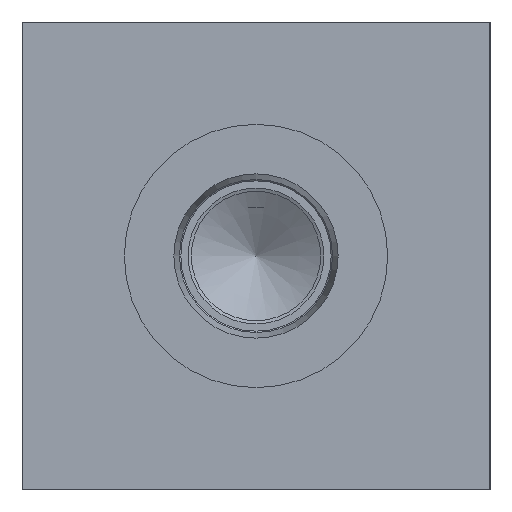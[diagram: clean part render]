
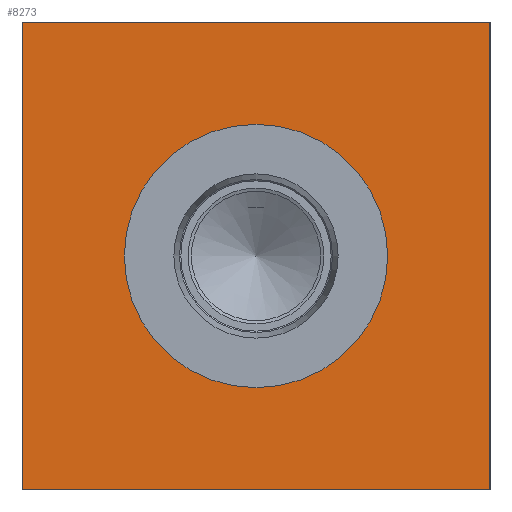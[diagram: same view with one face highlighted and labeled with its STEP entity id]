
A CAD part, left-side view. The second image highlights one B-rep face of the part: STEP entity #8273.
In plain terms, the highlighted planar face has unit normal (-1, 0, 0).
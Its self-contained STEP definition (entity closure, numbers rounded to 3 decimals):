
#311=CIRCLE('',#8809,12.51);
#312=CIRCLE('',#8810,12.51);
#382=FACE_BOUND('',#1544,.T.);
#616=PLANE('',#8823);
#1049=FACE_OUTER_BOUND('',#1543,.T.);
#1543=EDGE_LOOP('',(#7408,#7409,#7410,#7411));
#1544=EDGE_LOOP('',(#7412,#7413));
#1808=LINE('',#12762,#2543);
#2287=LINE('',#14313,#3022);
#2288=LINE('',#14314,#3023);
#2289=LINE('',#14315,#3024);
#2543=VECTOR('',#9201,10.);
#3022=VECTOR('',#10620,10.);
#3023=VECTOR('',#10621,10.);
#3024=VECTOR('',#10622,10.);
#3526=VERTEX_POINT('',#12755);
#3529=VERTEX_POINT('',#12760);
#3992=VERTEX_POINT('',#14282);
#3993=VERTEX_POINT('',#14283);
#4002=VERTEX_POINT('',#14311);
#4003=VERTEX_POINT('',#14312);
#4444=EDGE_CURVE('',#3529,#3526,#1808,.T.);
#5131=EDGE_CURVE('',#3992,#3993,#311,.T.);
#5132=EDGE_CURVE('',#3993,#3992,#312,.T.);
#5145=EDGE_CURVE('',#4002,#4003,#2287,.T.);
#5146=EDGE_CURVE('',#4003,#3526,#2288,.T.);
#5147=EDGE_CURVE('',#4002,#3529,#2289,.T.);
#7408=ORIENTED_EDGE('',*,*,#5145,.T.);
#7409=ORIENTED_EDGE('',*,*,#5146,.T.);
#7410=ORIENTED_EDGE('',*,*,#4444,.F.);
#7411=ORIENTED_EDGE('',*,*,#5147,.F.);
#7412=ORIENTED_EDGE('',*,*,#5131,.T.);
#7413=ORIENTED_EDGE('',*,*,#5132,.T.);
#8273=ADVANCED_FACE('',(#1049,#382),#616,.T.);
#8809=AXIS2_PLACEMENT_3D('',#14284,#10586,#10587);
#8810=AXIS2_PLACEMENT_3D('',#14285,#10588,#10589);
#8823=AXIS2_PLACEMENT_3D('',#14310,#10618,#10619);
#9201=DIRECTION('',(0.,-1.,0.));
#10586=DIRECTION('center_axis',(1.,0.,0.));
#10587=DIRECTION('ref_axis',(0.,0.,1.));
#10588=DIRECTION('center_axis',(1.,0.,0.));
#10589=DIRECTION('ref_axis',(0.,0.,1.));
#10618=DIRECTION('center_axis',(-1.,0.,0.));
#10619=DIRECTION('ref_axis',(0.,-1.,0.));
#10620=DIRECTION('',(0.,-1.,0.));
#10621=DIRECTION('',(0.,0.,1.));
#10622=DIRECTION('',(0.,0.,1.));
#12755=CARTESIAN_POINT('',(0.,0.,44.45));
#12760=CARTESIAN_POINT('',(0.,44.45,44.45));
#12762=CARTESIAN_POINT('',(0.,44.45,44.45));
#14282=CARTESIAN_POINT('',(0.,22.225,34.735));
#14283=CARTESIAN_POINT('',(0.,22.225,9.716));
#14284=CARTESIAN_POINT('Origin',(0.,22.225,22.225));
#14285=CARTESIAN_POINT('Origin',(0.,22.225,22.225));
#14310=CARTESIAN_POINT('Origin',(0.,44.45,0.));
#14311=CARTESIAN_POINT('',(0.,44.45,0.));
#14312=CARTESIAN_POINT('',(0.,0.,0.));
#14313=CARTESIAN_POINT('',(0.,44.45,0.));
#14314=CARTESIAN_POINT('',(0.,0.,0.));
#14315=CARTESIAN_POINT('',(0.,44.45,0.));
